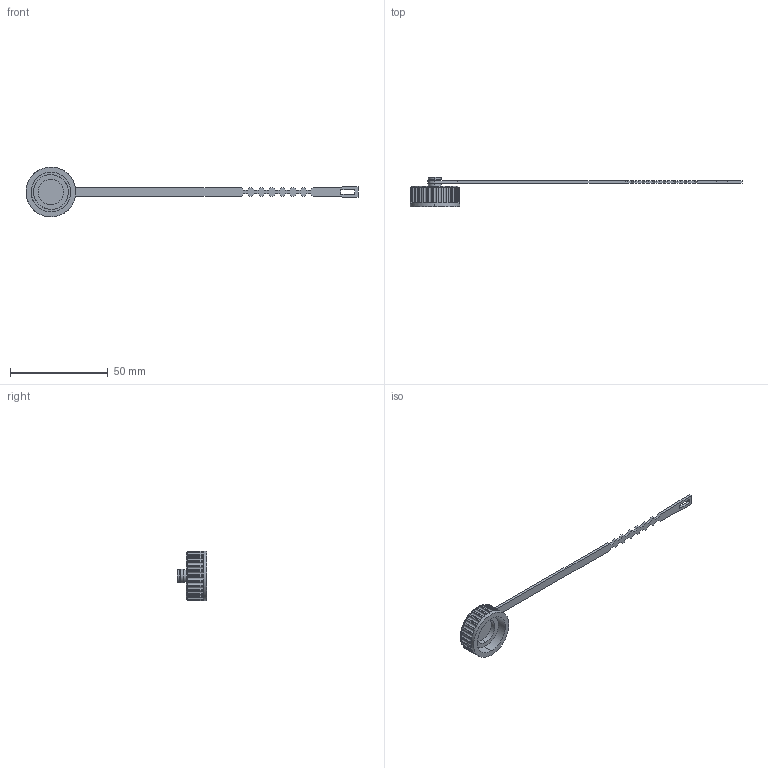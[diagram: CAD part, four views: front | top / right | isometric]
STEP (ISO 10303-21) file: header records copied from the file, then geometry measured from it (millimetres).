
FILE_DESCRIPTION (( 'STEP AP203' ), '1' );
FILE_NAME ('P358(PCN7-8-2).STEP', '2020-04-15T06:42:08', ( 'edpusr' ), ( 'Microsoft' ), 'SwSTEP 2.0', 'SolidWorks 2015', '' );
FILE_SCHEMA (( 'CONFIG_CONTROL_DESIGN' ));
Length unit declared in the file: millimetre
Products named in the file (1): P358(PCN7-8-2)
Bounding box: 170 x 15.3 x 25.5 mm (x, y, z)
Volume: 4336.2 mm3; surface area: 4597.4 mm2
Topology: 1 solids, 1 shells, 243 faces, 701 edges, 468 vertices
Faces by surface type: cylinder 134, plane 109
Entity records: 9486 total; most frequent: CARTESIAN_POINT 3454, ORIENTED_EDGE 1402, DIRECTION 1001, EDGE_CURVE 701, VERTEX_POINT 468, LINE 371, VECTOR 371, AXIS2_PLACEMENT_3D 315
